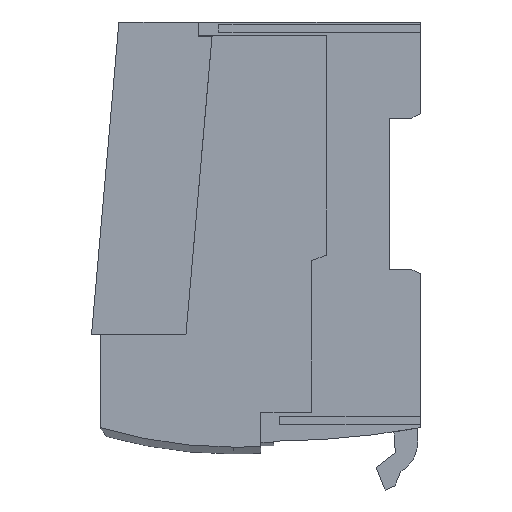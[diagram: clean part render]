
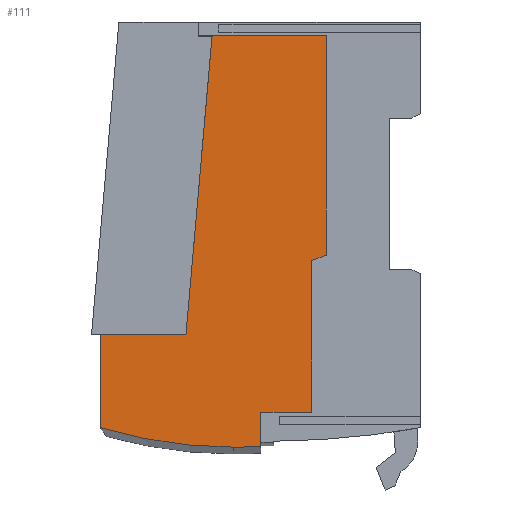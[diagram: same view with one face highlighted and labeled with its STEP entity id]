
A CAD part, left-side view. The second image highlights one B-rep face of the part: STEP entity #111.
In plain terms, the highlighted planar face has unit normal (-1, 0, 0).
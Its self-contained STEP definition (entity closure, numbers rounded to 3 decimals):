
#111=ADVANCED_FACE('',(#216),#217,.F.);
#216=FACE_OUTER_BOUND('',#342,.T.);
#217=PLANE('',#343);
#342=EDGE_LOOP('',(#727,#728,#729,#730,#731,#732,#733,#734,#735,#736,#737));
#343=AXIS2_PLACEMENT_3D('',#738,#739,#740);
#727=ORIENTED_EDGE('',*,*,#1011,.F.);
#728=ORIENTED_EDGE('',*,*,#1012,.F.);
#729=ORIENTED_EDGE('',*,*,#1013,.T.);
#730=ORIENTED_EDGE('',*,*,#1014,.F.);
#731=ORIENTED_EDGE('',*,*,#1005,.F.);
#732=ORIENTED_EDGE('',*,*,#1015,.F.);
#733=ORIENTED_EDGE('',*,*,#1016,.F.);
#734=ORIENTED_EDGE('',*,*,#1017,.T.);
#735=ORIENTED_EDGE('',*,*,#1018,.T.);
#736=ORIENTED_EDGE('',*,*,#1019,.F.);
#737=ORIENTED_EDGE('',*,*,#1020,.T.);
#738=CARTESIAN_POINT('',(0.0,48.55,-51.401));
#739=DIRECTION('',(1.0,0.0,0.0));
#740=DIRECTION('',(0.0,1.0,0.0));
#1005=EDGE_CURVE('',#1236,#1239,#1240,.T.);
#1011=EDGE_CURVE('',#1249,#1250,#1251,.T.);
#1012=EDGE_CURVE('',#1252,#1249,#1253,.T.);
#1013=EDGE_CURVE('',#1252,#1254,#1255,.T.);
#1014=EDGE_CURVE('',#1239,#1254,#1256,.T.);
#1015=EDGE_CURVE('',#1257,#1236,#1258,.T.);
#1016=EDGE_CURVE('',#1259,#1257,#1260,.T.);
#1017=EDGE_CURVE('',#1259,#1261,#1262,.T.);
#1018=EDGE_CURVE('',#1261,#1263,#1264,.T.);
#1019=EDGE_CURVE('',#1265,#1263,#1266,.T.);
#1020=EDGE_CURVE('',#1265,#1250,#1267,.T.);
#1236=VERTEX_POINT('',#1604);
#1239=VERTEX_POINT('',#1608);
#1240=CIRCLE('',#1609,108.4);
#1249=VERTEX_POINT('',#1629);
#1250=VERTEX_POINT('',#1630);
#1251=LINE('',#1631,#1632);
#1252=VERTEX_POINT('',#1633);
#1253=LINE('',#1634,#1635);
#1254=VERTEX_POINT('',#1636);
#1255=LINE('',#1637,#1638);
#1256=LINE('',#1639,#1640);
#1257=VERTEX_POINT('',#1641);
#1258=CIRCLE('',#1642,108.4);
#1259=VERTEX_POINT('',#1643);
#1260=LINE('',#1644,#1645);
#1261=VERTEX_POINT('',#1646);
#1262=LINE('',#1647,#1648);
#1263=VERTEX_POINT('',#1649);
#1264=LINE('',#1650,#1651);
#1265=VERTEX_POINT('',#1652);
#1266=LINE('',#1653,#1654);
#1267=LINE('',#1655,#1656);
#1604=CARTESIAN_POINT('',(0.,43.838,-99.589));
#1608=CARTESIAN_POINT('',(0.,75.05,-94.998));
#1609=AXIS2_PLACEMENT_3D('',#1883,#1884,#1885);
#1629=CARTESIAN_POINT('',(0.0,48.812,-3.2));
#1630=CARTESIAN_POINT('',(0.0,22.05,-3.2));
#1631=CARTESIAN_POINT('',(0.0,48.812,-3.2));
#1632=VECTOR('',#1893,26.762);
#1633=CARTESIAN_POINT('',(0.0,54.937,-73.2));
#1634=CARTESIAN_POINT('',(0.0,54.937,-73.2));
#1635=VECTOR('',#1894,70.267);
#1636=CARTESIAN_POINT('',(0.0,75.05,-73.2));
#1637=CARTESIAN_POINT('',(0.0,54.937,-73.2));
#1638=VECTOR('',#1895,20.113);
#1639=CARTESIAN_POINT('',(0.002,75.05,-94.999));
#1640=VECTOR('',#1896,21.799);
#1641=CARTESIAN_POINT('',(0.,37.4,-99.397));
#1642=AXIS2_PLACEMENT_3D('',#1897,#1898,#1899);
#1643=CARTESIAN_POINT('',(0.0,37.4,-91.4));
#1644=CARTESIAN_POINT('',(0.0,37.4,-91.4));
#1645=VECTOR('',#1900,7.997);
#1646=CARTESIAN_POINT('',(0.0,25.5,-91.4));
#1647=CARTESIAN_POINT('',(0.0,37.4,-91.4));
#1648=VECTOR('',#1901,11.9);
#1649=CARTESIAN_POINT('',(0.0,25.5,-55.9));
#1650=CARTESIAN_POINT('',(0.0,25.5,-91.4));
#1651=VECTOR('',#1902,35.5);
#1652=CARTESIAN_POINT('',(0.0,22.05,-54.6));
#1653=CARTESIAN_POINT('',(0.0,22.05,-54.6));
#1654=VECTOR('',#1903,3.687);
#1655=CARTESIAN_POINT('',(0.0,22.05,-54.6));
#1656=VECTOR('',#1904,51.4);
#1883=CARTESIAN_POINT('',(0.,43.838,8.811));
#1884=DIRECTION('',(1.0,0.0,0.0));
#1885=DIRECTION('',(0.0,-0.059,-0.998));
#1893=DIRECTION('',(0.0,-1.0,0.0));
#1894=DIRECTION('',(0.0,-0.087,0.996));
#1895=DIRECTION('',(0.0,1.0,0.0));
#1896=DIRECTION('',(0.,0.,1.));
#1897=CARTESIAN_POINT('',(0.,43.838,8.811));
#1898=DIRECTION('',(1.0,0.0,0.0));
#1899=DIRECTION('',(0.0,-0.059,-0.998));
#1900=DIRECTION('',(0.0,0.,-1.0));
#1901=DIRECTION('',(0.0,-1.0,0.0));
#1902=DIRECTION('',(0.0,0.0,1.0));
#1903=DIRECTION('',(0.0,0.936,-0.353));
#1904=DIRECTION('',(0.0,0.0,1.0));
